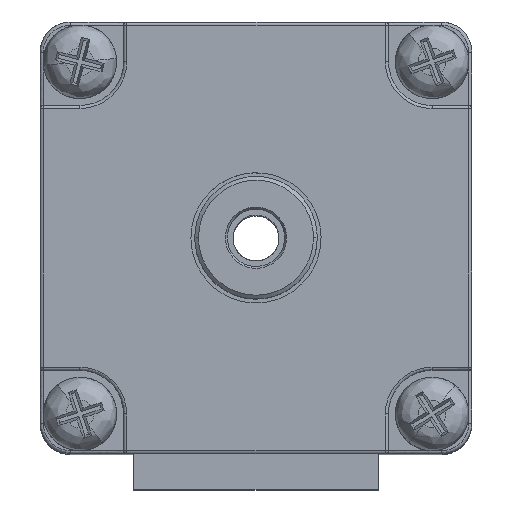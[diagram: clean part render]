
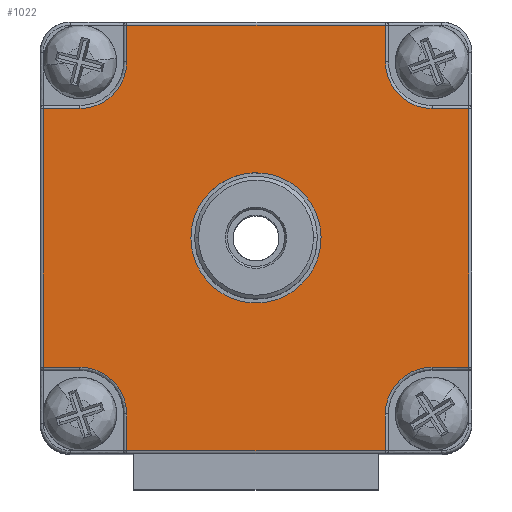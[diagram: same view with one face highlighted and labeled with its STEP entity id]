
A CAD part, top view. The second image highlights one B-rep face of the part: STEP entity #1022.
In plain terms, the highlighted planar face has unit normal (0, 0, -1).
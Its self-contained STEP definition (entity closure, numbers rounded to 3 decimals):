
#121=FACE_BOUND('',#1563,.T.);
#243=(
BOUNDED_CURVE()
B_SPLINE_CURVE(2,(#7838,#7839,#7840,#7841,#7842),.UNSPECIFIED.,.F.,.F.)
B_SPLINE_CURVE_WITH_KNOTS((3,2,3),(0.,6.283,12.566),
 .UNSPECIFIED.)
CURVE()
GEOMETRIC_REPRESENTATION_ITEM()
RATIONAL_B_SPLINE_CURVE((1.,0.707,1.,0.707,1.))
REPRESENTATION_ITEM('')
);
#318=(
BOUNDED_CURVE()
B_SPLINE_CURVE(2,(#8350,#8351,#8352),.UNSPECIFIED.,.F.,.F.)
B_SPLINE_CURVE_WITH_KNOTS((3,3),(0.,4.789),.UNSPECIFIED.)
CURVE()
GEOMETRIC_REPRESENTATION_ITEM()
RATIONAL_B_SPLINE_CURVE((1.,0.707,1.))
REPRESENTATION_ITEM('')
);
#320=(
BOUNDED_CURVE()
B_SPLINE_CURVE(2,(#8356,#8357,#8358),.UNSPECIFIED.,.F.,.F.)
B_SPLINE_CURVE_WITH_KNOTS((3,3),(0.,4.789),.UNSPECIFIED.)
CURVE()
GEOMETRIC_REPRESENTATION_ITEM()
RATIONAL_B_SPLINE_CURVE((1.,0.707,1.))
REPRESENTATION_ITEM('')
);
#323=(
BOUNDED_CURVE()
B_SPLINE_CURVE(2,(#8365,#8366,#8367),.UNSPECIFIED.,.F.,.F.)
B_SPLINE_CURVE_WITH_KNOTS((3,3),(0.,4.789),.UNSPECIFIED.)
CURVE()
GEOMETRIC_REPRESENTATION_ITEM()
RATIONAL_B_SPLINE_CURVE((1.,0.707,1.))
REPRESENTATION_ITEM('')
);
#324=(
BOUNDED_CURVE()
B_SPLINE_CURVE(2,(#8368,#8369,#8370),.UNSPECIFIED.,.F.,.F.)
B_SPLINE_CURVE_WITH_KNOTS((3,3),(0.,4.789),.UNSPECIFIED.)
CURVE()
GEOMETRIC_REPRESENTATION_ITEM()
RATIONAL_B_SPLINE_CURVE((1.,0.707,1.))
REPRESENTATION_ITEM('')
);
#326=(
BOUNDED_CURVE()
B_SPLINE_CURVE(2,(#8373,#8374,#8375,#8376,#8377),.UNSPECIFIED.,.F.,.F.)
B_SPLINE_CURVE_WITH_KNOTS((3,2,3),(12.566,18.85,25.133),
 .UNSPECIFIED.)
CURVE()
GEOMETRIC_REPRESENTATION_ITEM()
RATIONAL_B_SPLINE_CURVE((1.,0.707,1.,0.707,1.))
REPRESENTATION_ITEM('')
);
#1022=ADVANCED_FACE('',(#1285,#121),#4696,.T.);
#1285=FACE_OUTER_BOUND('',#1562,.T.);
#1562=EDGE_LOOP('',(#2108,#2109,#2110,#2111,#2112,#2113,#2114,#2115,#2116,
#2117,#2118,#2119,#2120,#2121,#2122,#2123));
#1563=EDGE_LOOP('',(#2124,#2125));
#2108=ORIENTED_EDGE('',*,*,#3438,.F.);
#2109=ORIENTED_EDGE('',*,*,#3343,.F.);
#2110=ORIENTED_EDGE('',*,*,#3354,.T.);
#2111=ORIENTED_EDGE('',*,*,#3367,.F.);
#2112=ORIENTED_EDGE('',*,*,#3436,.F.);
#2113=ORIENTED_EDGE('',*,*,#3380,.F.);
#2114=ORIENTED_EDGE('',*,*,#3391,.T.);
#2115=ORIENTED_EDGE('',*,*,#3398,.F.);
#2116=ORIENTED_EDGE('',*,*,#3442,.F.);
#2117=ORIENTED_EDGE('',*,*,#3395,.F.);
#2118=ORIENTED_EDGE('',*,*,#3384,.T.);
#2119=ORIENTED_EDGE('',*,*,#3370,.F.);
#2120=ORIENTED_EDGE('',*,*,#3441,.F.);
#2121=ORIENTED_EDGE('',*,*,#3359,.F.);
#2122=ORIENTED_EDGE('',*,*,#3348,.T.);
#2123=ORIENTED_EDGE('',*,*,#3336,.T.);
#2124=ORIENTED_EDGE('',*,*,#3444,.F.);
#2125=ORIENTED_EDGE('',*,*,#3247,.F.);
#3247=EDGE_CURVE('',#4382,#4490,#243,.T.);
#3336=EDGE_CURVE('',#4383,#4381,#3919,.T.);
#3343=EDGE_CURVE('',#4390,#4466,#3922,.T.);
#3348=EDGE_CURVE('',#4384,#4383,#3924,.T.);
#3354=EDGE_CURVE('',#4390,#4389,#3926,.T.);
#3359=EDGE_CURVE('',#4384,#4468,#3928,.T.);
#3367=EDGE_CURVE('',#4471,#4389,#3932,.T.);
#3370=EDGE_CURVE('',#4472,#4385,#3933,.T.);
#3380=EDGE_CURVE('',#4388,#4475,#3938,.T.);
#3384=EDGE_CURVE('',#4386,#4385,#3939,.T.);
#3391=EDGE_CURVE('',#4388,#4387,#3942,.T.);
#3395=EDGE_CURVE('',#4386,#4477,#3943,.T.);
#3398=EDGE_CURVE('',#4478,#4387,#3944,.T.);
#3436=EDGE_CURVE('',#4475,#4471,#318,.T.);
#3438=EDGE_CURVE('',#4466,#4381,#320,.T.);
#3441=EDGE_CURVE('',#4468,#4472,#323,.T.);
#3442=EDGE_CURVE('',#4477,#4478,#324,.T.);
#3444=EDGE_CURVE('',#4490,#4382,#326,.T.);
#3919=B_SPLINE_CURVE_WITH_KNOTS('',1,(#8052,#8053),.UNSPECIFIED.,.F.,.F.,
(2,2),(-2.4,0.),.UNSPECIFIED.);
#3922=B_SPLINE_CURVE_WITH_KNOTS('',1,(#8074,#8075),.UNSPECIFIED.,.F.,.F.,
(2,2),(0.,2.4),.UNSPECIFIED.);
#3924=B_SPLINE_CURVE_WITH_KNOTS('',1,(#8091,#8092),.UNSPECIFIED.,.F.,.F.,
(2,2),(-16.903,0.),.UNSPECIFIED.);
#3926=B_SPLINE_CURVE_WITH_KNOTS('',1,(#8107,#8108),.UNSPECIFIED.,.F.,.F.,
(2,2),(-16.903,0.),.UNSPECIFIED.);
#3928=B_SPLINE_CURVE_WITH_KNOTS('',1,(#8124,#8125),.UNSPECIFIED.,.F.,.F.,
(2,2),(0.,2.4),.UNSPECIFIED.);
#3932=B_SPLINE_CURVE_WITH_KNOTS('',1,(#8148,#8149),.UNSPECIFIED.,.F.,.F.,
(2,2),(0.,2.4),.UNSPECIFIED.);
#3933=B_SPLINE_CURVE_WITH_KNOTS('',1,(#8156,#8157),.UNSPECIFIED.,.F.,.F.,
(2,2),(0.,2.4),.UNSPECIFIED.);
#3938=B_SPLINE_CURVE_WITH_KNOTS('',1,(#8189,#8190),.UNSPECIFIED.,.F.,.F.,
(2,2),(0.,2.4),.UNSPECIFIED.);
#3939=B_SPLINE_CURVE_WITH_KNOTS('',1,(#8200,#8201),.UNSPECIFIED.,.F.,.F.,
(2,2),(-16.903,0.),.UNSPECIFIED.);
#3942=B_SPLINE_CURVE_WITH_KNOTS('',1,(#8222,#8223),.UNSPECIFIED.,.F.,.F.,
(2,2),(-16.903,0.),.UNSPECIFIED.);
#3943=B_SPLINE_CURVE_WITH_KNOTS('',1,(#8233,#8234),.UNSPECIFIED.,.F.,.F.,
(2,2),(0.,2.4),.UNSPECIFIED.);
#3944=B_SPLINE_CURVE_WITH_KNOTS('',1,(#8241,#8242),.UNSPECIFIED.,.F.,.F.,
(2,2),(0.,2.4),.UNSPECIFIED.);
#4381=VERTEX_POINT('',#7684);
#4382=VERTEX_POINT('',#7685);
#4383=VERTEX_POINT('',#7686);
#4384=VERTEX_POINT('',#7687);
#4385=VERTEX_POINT('',#7688);
#4386=VERTEX_POINT('',#7689);
#4387=VERTEX_POINT('',#7690);
#4388=VERTEX_POINT('',#7691);
#4389=VERTEX_POINT('',#7692);
#4390=VERTEX_POINT('',#7693);
#4466=VERTEX_POINT('',#7769);
#4468=VERTEX_POINT('',#7771);
#4471=VERTEX_POINT('',#7774);
#4472=VERTEX_POINT('',#7775);
#4475=VERTEX_POINT('',#7778);
#4477=VERTEX_POINT('',#7780);
#4478=VERTEX_POINT('',#7781);
#4490=VERTEX_POINT('',#7793);
#4696=PLANE('',#4851);
#4851=AXIS2_PLACEMENT_3D('',#6798,#4990,$);
#4990=DIRECTION('',(0.,0.,-1.));
#6798=CARTESIAN_POINT('',(-14.178,195.178,42.5));
#7684=CARTESIAN_POINT('',(11.5,172.549,42.5));
#7685=CARTESIAN_POINT('',(4.25,181.,42.5));
#7686=CARTESIAN_POINT('',(13.9,172.549,42.5));
#7687=CARTESIAN_POINT('',(13.9,189.451,42.5));
#7688=CARTESIAN_POINT('',(8.451,194.9,42.5));
#7689=CARTESIAN_POINT('',(-8.451,194.9,42.5));
#7690=CARTESIAN_POINT('',(-13.9,189.451,42.5));
#7691=CARTESIAN_POINT('',(-13.9,172.549,42.5));
#7692=CARTESIAN_POINT('',(-8.451,167.1,42.5));
#7693=CARTESIAN_POINT('',(8.451,167.1,42.5));
#7769=CARTESIAN_POINT('',(8.451,169.5,42.5));
#7771=CARTESIAN_POINT('',(11.5,189.451,42.5));
#7774=CARTESIAN_POINT('',(-8.451,169.5,42.5));
#7775=CARTESIAN_POINT('',(8.451,192.5,42.5));
#7778=CARTESIAN_POINT('',(-11.5,172.549,42.5));
#7780=CARTESIAN_POINT('',(-8.451,192.5,42.5));
#7781=CARTESIAN_POINT('',(-11.5,189.451,42.5));
#7793=CARTESIAN_POINT('',(-4.25,181.,42.5));
#7838=CARTESIAN_POINT('',(4.25,181.,42.5));
#7839=CARTESIAN_POINT('',(4.25,176.75,42.5));
#7840=CARTESIAN_POINT('',(0.,176.75,42.5));
#7841=CARTESIAN_POINT('',(-4.25,176.75,42.5));
#7842=CARTESIAN_POINT('',(-4.25,181.,42.5));
#8052=CARTESIAN_POINT('',(13.9,172.549,42.5));
#8053=CARTESIAN_POINT('',(11.5,172.549,42.5));
#8074=CARTESIAN_POINT('',(8.451,167.1,42.5));
#8075=CARTESIAN_POINT('',(8.451,169.5,42.5));
#8091=CARTESIAN_POINT('',(13.9,189.451,42.5));
#8092=CARTESIAN_POINT('',(13.9,172.549,42.5));
#8107=CARTESIAN_POINT('',(8.451,167.1,42.5));
#8108=CARTESIAN_POINT('',(-8.451,167.1,42.5));
#8124=CARTESIAN_POINT('',(13.9,189.451,42.5));
#8125=CARTESIAN_POINT('',(11.5,189.451,42.5));
#8148=CARTESIAN_POINT('',(-8.451,169.5,42.5));
#8149=CARTESIAN_POINT('',(-8.451,167.1,42.5));
#8156=CARTESIAN_POINT('',(8.451,192.5,42.5));
#8157=CARTESIAN_POINT('',(8.451,194.9,42.5));
#8189=CARTESIAN_POINT('',(-13.9,172.549,42.5));
#8190=CARTESIAN_POINT('',(-11.5,172.549,42.5));
#8200=CARTESIAN_POINT('',(-8.451,194.9,42.5));
#8201=CARTESIAN_POINT('',(8.451,194.9,42.5));
#8222=CARTESIAN_POINT('',(-13.9,172.549,42.5));
#8223=CARTESIAN_POINT('',(-13.9,189.451,42.5));
#8233=CARTESIAN_POINT('',(-8.451,194.9,42.5));
#8234=CARTESIAN_POINT('',(-8.451,192.5,42.5));
#8241=CARTESIAN_POINT('',(-11.5,189.451,42.5));
#8242=CARTESIAN_POINT('',(-13.9,189.451,42.5));
#8350=CARTESIAN_POINT('',(-11.5,172.549,42.5));
#8351=CARTESIAN_POINT('',(-8.451,172.549,42.5));
#8352=CARTESIAN_POINT('',(-8.451,169.5,42.5));
#8356=CARTESIAN_POINT('',(8.451,169.5,42.5));
#8357=CARTESIAN_POINT('',(8.451,172.549,42.5));
#8358=CARTESIAN_POINT('',(11.5,172.549,42.5));
#8365=CARTESIAN_POINT('',(11.5,189.451,42.5));
#8366=CARTESIAN_POINT('',(8.451,189.451,42.5));
#8367=CARTESIAN_POINT('',(8.451,192.5,42.5));
#8368=CARTESIAN_POINT('',(-8.451,192.5,42.5));
#8369=CARTESIAN_POINT('',(-8.451,189.451,42.5));
#8370=CARTESIAN_POINT('',(-11.5,189.451,42.5));
#8373=CARTESIAN_POINT('',(-4.25,181.,42.5));
#8374=CARTESIAN_POINT('',(-4.25,185.25,42.5));
#8375=CARTESIAN_POINT('',(0.,185.25,42.5));
#8376=CARTESIAN_POINT('',(4.25,185.25,42.5));
#8377=CARTESIAN_POINT('',(4.25,181.,42.5));
